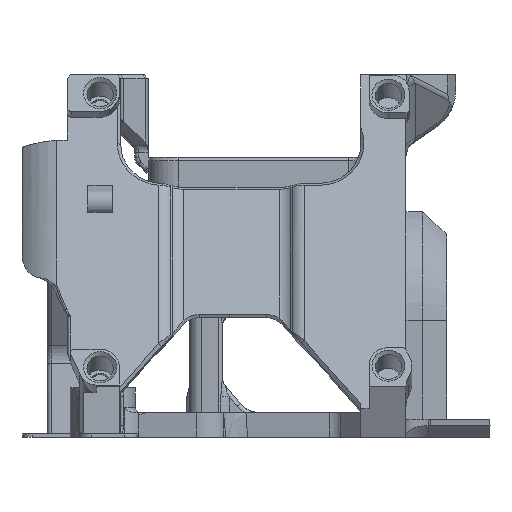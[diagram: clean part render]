
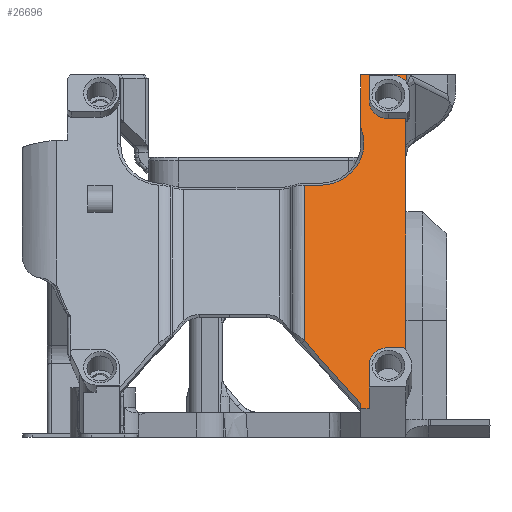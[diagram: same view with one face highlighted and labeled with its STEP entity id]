
A CAD part, left-side view. The second image highlights one B-rep face of the part: STEP entity #26696.
In plain terms, the highlighted planar face has unit normal (-0.94, 0, 0.342).
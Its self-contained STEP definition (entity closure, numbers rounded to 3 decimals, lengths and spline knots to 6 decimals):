
#976=LINE('',#46551,#2680);
#983=LINE('',#46648,#2687);
#984=LINE('',#46650,#2688);
#987=LINE('',#46658,#2691);
#989=LINE('',#46662,#2693);
#1156=LINE('',#48974,#2860);
#1157=LINE('',#48975,#2861);
#1214=LINE('',#49465,#2918);
#1302=LINE('',#50100,#3006);
#1314=LINE('',#50135,#3018);
#1315=LINE('',#50137,#3019);
#1316=LINE('',#50138,#3020);
#1317=LINE('',#50139,#3021);
#1318=LINE('',#50141,#3022);
#2680=VECTOR('',#32093,1.);
#2687=VECTOR('',#32112,1.);
#2688=VECTOR('',#32115,1.);
#2691=VECTOR('',#32124,1.);
#2693=VECTOR('',#32128,1.);
#2860=VECTOR('',#32811,1.);
#2861=VECTOR('',#32812,1.);
#2918=VECTOR('',#33077,1.);
#3006=VECTOR('',#33353,1.);
#3018=VECTOR('',#33379,1.);
#3019=VECTOR('',#33382,1.);
#3020=VECTOR('',#33383,1.);
#3021=VECTOR('',#33384,1.);
#3022=VECTOR('',#33385,1.);
#4427=PLANE('',#28801);
#5116=CIRCLE('',#28324,0.0005);
#5119=CIRCLE('',#28329,0.00235);
#5120=CIRCLE('',#28331,0.002);
#5121=CIRCLE('',#28335,0.00235);
#5134=CIRCLE('',#28372,0.002536);
#5316=CIRCLE('',#28796,0.0054);
#9598=ORIENTED_EDGE('',*,*,#15873,.F.);
#9599=ORIENTED_EDGE('',*,*,#15445,.F.);
#9600=ORIENTED_EDGE('',*,*,#15443,.T.);
#9601=ORIENTED_EDGE('',*,*,#15441,.T.);
#9602=ORIENTED_EDGE('',*,*,#15440,.T.);
#9603=ORIENTED_EDGE('',*,*,#15437,.T.);
#9604=ORIENTED_EDGE('',*,*,#15872,.T.);
#9605=ORIENTED_EDGE('',*,*,#15434,.F.);
#9606=ORIENTED_EDGE('',*,*,#16164,.F.);
#9607=ORIENTED_EDGE('',*,*,#16181,.T.);
#9608=ORIENTED_EDGE('',*,*,#16168,.T.);
#9609=ORIENTED_EDGE('',*,*,#16182,.F.);
#9610=ORIENTED_EDGE('',*,*,#16005,.F.);
#9611=ORIENTED_EDGE('',*,*,#16180,.F.);
#9612=ORIENTED_EDGE('',*,*,#16183,.F.);
#9613=ORIENTED_EDGE('',*,*,#16184,.T.);
#9614=ORIENTED_EDGE('',*,*,#15447,.T.);
#9615=ORIENTED_EDGE('',*,*,#15432,.T.);
#9616=ORIENTED_EDGE('',*,*,#15427,.F.);
#9617=ORIENTED_EDGE('',*,*,#15423,.T.);
#9618=ORIENTED_EDGE('',*,*,#15493,.F.);
#15423=EDGE_CURVE('',#19098,#19099,#5116,.T.);
#15427=EDGE_CURVE('',#19098,#19102,#976,.T.);
#15432=EDGE_CURVE('',#19104,#19102,#5119,.T.);
#15434=EDGE_CURVE('',#19106,#19107,#21245,.T.);
#15437=EDGE_CURVE('',#19109,#19108,#5120,.T.);
#15440=EDGE_CURVE('',#19110,#19109,#983,.T.);
#15441=EDGE_CURVE('',#19111,#19110,#984,.T.);
#15443=EDGE_CURVE('',#19112,#19111,#5121,.T.);
#15445=EDGE_CURVE('',#19112,#19113,#987,.T.);
#15447=EDGE_CURVE('',#19114,#19104,#989,.T.);
#15493=EDGE_CURVE('',#19145,#19099,#5134,.T.);
#15872=EDGE_CURVE('',#19108,#19107,#1156,.T.);
#15873=EDGE_CURVE('',#19113,#19145,#1157,.T.);
#16005=EDGE_CURVE('',#19097,#19445,#1214,.T.);
#16164=EDGE_CURVE('',#19540,#19106,#1302,.T.);
#16168=EDGE_CURVE('',#19545,#19544,#5316,.T.);
#16180=EDGE_CURVE('',#19553,#19097,#1314,.T.);
#16181=EDGE_CURVE('',#19540,#19545,#1315,.T.);
#16182=EDGE_CURVE('',#19445,#19544,#1316,.T.);
#16183=EDGE_CURVE('',#19554,#19553,#1317,.T.);
#16184=EDGE_CURVE('',#19554,#19114,#1318,.T.);
#19097=VERTEX_POINT('',#46525);
#19098=VERTEX_POINT('',#46543);
#19099=VERTEX_POINT('',#46544);
#19102=VERTEX_POINT('',#46552);
#19104=VERTEX_POINT('',#46558);
#19106=VERTEX_POINT('',#46629);
#19107=VERTEX_POINT('',#46634);
#19108=VERTEX_POINT('',#46641);
#19109=VERTEX_POINT('',#46643);
#19110=VERTEX_POINT('',#46647);
#19111=VERTEX_POINT('',#46651);
#19112=VERTEX_POINT('',#46655);
#19113=VERTEX_POINT('',#46659);
#19114=VERTEX_POINT('',#46663);
#19145=VERTEX_POINT('',#46756);
#19445=VERTEX_POINT('',#49466);
#19540=VERTEX_POINT('',#50098);
#19544=VERTEX_POINT('',#50107);
#19545=VERTEX_POINT('',#50109);
#19553=VERTEX_POINT('',#50134);
#19554=VERTEX_POINT('',#50140);
#21245=B_SPLINE_CURVE_WITH_KNOTS('',3,(#46630,#46631,#46632,#46633),
 .UNSPECIFIED.,.F.,.F.,(4,4),(-0.000025,0.000759),
 .UNSPECIFIED.);
#22739=EDGE_LOOP('',(#9598,#9599,#9600,#9601,#9602,#9603,#9604,#9605,#9606,
#9607,#9608,#9609,#9610,#9611,#9612,#9613,#9614,#9615,#9616,#9617,#9618));
#24476=FACE_BOUND('',#22739,.T.);
#26696=ADVANCED_FACE('',(#24476),#4427,.T.);
#28324=AXIS2_PLACEMENT_3D('',#46542,#32085,#32086);
#28329=AXIS2_PLACEMENT_3D('',#46561,#32101,#32102);
#28331=AXIS2_PLACEMENT_3D('',#46642,#32106,#32107);
#28335=AXIS2_PLACEMENT_3D('',#46654,#32119,#32120);
#28372=AXIS2_PLACEMENT_3D('',#46757,#32225,#32226);
#28796=AXIS2_PLACEMENT_3D('',#50108,#33360,#33361);
#28801=AXIS2_PLACEMENT_3D('',#50136,#33380,#33381);
#32085=DIRECTION('',(0.94,0.,-0.342));
#32086=DIRECTION('',(0.342,0.,0.94));
#32093=DIRECTION('',(0.,1.,0.));
#32101=DIRECTION('',(0.94,0.,-0.342));
#32102=DIRECTION('',(0.342,0.,0.94));
#32106=DIRECTION('',(0.94,0.,-0.342));
#32107=DIRECTION('',(0.342,0.,0.94));
#32112=DIRECTION('',(0.,-1.,0.));
#32115=DIRECTION('',(0.342,0.,0.94));
#32119=DIRECTION('',(0.94,0.,-0.342));
#32120=DIRECTION('',(0.342,0.,0.94));
#32124=DIRECTION('',(0.,-1.,0.));
#32128=DIRECTION('',(0.342,0.,0.94));
#32225=DIRECTION('',(0.94,0.,-0.342));
#32226=DIRECTION('',(0.342,0.,0.94));
#32811=DIRECTION('',(0.342,0.,0.94));
#32812=DIRECTION('',(-0.342,0.,-0.94));
#33077=DIRECTION('',(0.342,0.,0.94));
#33353=DIRECTION('',(0.,-1.,0.));
#33360=DIRECTION('',(0.94,0.,-0.342));
#33361=DIRECTION('',(0.342,0.,0.94));
#33379=DIRECTION('',(0.262,0.643,0.72));
#33380=DIRECTION('',(-0.94,0.,0.342));
#33381=DIRECTION('',(-0.342,0.,-0.94));
#33382=DIRECTION('',(-0.342,0.,-0.94));
#33383=DIRECTION('',(0.,-1.,0.));
#33384=DIRECTION('',(0.342,0.,0.94));
#33385=DIRECTION('',(0.,-1.,0.));
#46525=CARTESIAN_POINT('',(-0.141708,0.018828,0.011704));
#46542=CARTESIAN_POINT('',(-0.14243,0.007,0.009722));
#46543=CARTESIAN_POINT('',(-0.142259,0.007,0.010192));
#46544=CARTESIAN_POINT('',(-0.142361,0.006543,0.009912));
#46551=CARTESIAN_POINT('',(-0.142259,0.006125,0.010192));
#46552=CARTESIAN_POINT('',(-0.142259,0.008625,0.010192));
#46558=CARTESIAN_POINT('',(-0.143062,0.010975,0.007983));
#46561=CARTESIAN_POINT('',(-0.143062,0.008625,0.007983));
#46629=CARTESIAN_POINT('',(-0.129953,0.006465,0.044));
#46630=CARTESIAN_POINT('',(-0.129953,0.006465,0.044));
#46631=CARTESIAN_POINT('',(-0.130043,0.006481,0.043755));
#46632=CARTESIAN_POINT('',(-0.130132,0.006499,0.04351));
#46633=CARTESIAN_POINT('',(-0.130221,0.0065,0.043264));
#46634=CARTESIAN_POINT('',(-0.130221,0.0065,0.043264));
#46641=CARTESIAN_POINT('',(-0.130522,0.0065,0.042438));
#46642=CARTESIAN_POINT('',(-0.130921,0.008125,0.041342));
#46643=CARTESIAN_POINT('',(-0.130237,0.008125,0.043222));
#46647=CARTESIAN_POINT('',(-0.130237,0.010975,0.043222));
#46648=CARTESIAN_POINT('',(-0.130237,0.006125,0.043222));
#46650=CARTESIAN_POINT('',(-0.12364,0.010975,0.061346));
#46651=CARTESIAN_POINT('',(-0.131092,0.010975,0.040873));
#46654=CARTESIAN_POINT('',(-0.131092,0.008625,0.040873));
#46655=CARTESIAN_POINT('',(-0.131895,0.008625,0.038664));
#46658=CARTESIAN_POINT('',(-0.131895,0.006125,0.038664));
#46659=CARTESIAN_POINT('',(-0.131895,0.0065,0.038664));
#46662=CARTESIAN_POINT('',(-0.12364,0.010975,0.061346));
#46663=CARTESIAN_POINT('',(-0.144704,0.010975,0.003473));
#46756=CARTESIAN_POINT('',(-0.142392,0.0065,0.009826));
#46757=CARTESIAN_POINT('',(-0.14201,0.004223,0.010875));
#48974=CARTESIAN_POINT('',(-0.143233,0.0065,0.007513));
#48975=CARTESIAN_POINT('',(-0.136618,0.0065,0.025688));
#49465=CARTESIAN_POINT('',(-0.14325,0.018828,0.007468));
#49466=CARTESIAN_POINT('',(-0.134836,0.018828,0.030585));
#50098=CARTESIAN_POINT('',(-0.129953,0.012,0.044));
#50100=CARTESIAN_POINT('',(-0.129953,0.004696,0.044));
#50107=CARTESIAN_POINT('',(-0.134836,0.017,0.030585));
#50108=CARTESIAN_POINT('',(-0.132989,0.017,0.035659));
#50109=CARTESIAN_POINT('',(-0.132292,0.012,0.037576));
#50134=CARTESIAN_POINT('',(-0.144491,0.012,0.004057));
#50135=CARTESIAN_POINT('',(-0.140731,0.021225,0.014388));
#50136=CARTESIAN_POINT('',(-0.143233,0.043625,0.007513));
#50137=CARTESIAN_POINT('',(-0.143233,0.012,0.007513));
#50138=CARTESIAN_POINT('',(-0.134836,0.027711,0.030585));
#50139=CARTESIAN_POINT('',(-0.139529,0.012,0.017691));
#50140=CARTESIAN_POINT('',(-0.144704,0.012,0.003473));
#50141=CARTESIAN_POINT('',(-0.144704,0.026125,0.003473));
